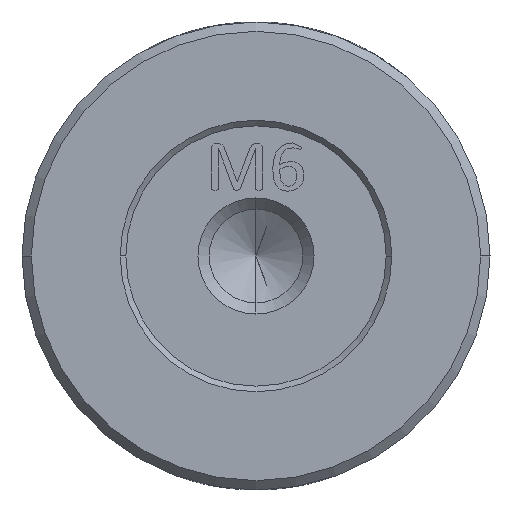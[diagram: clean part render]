
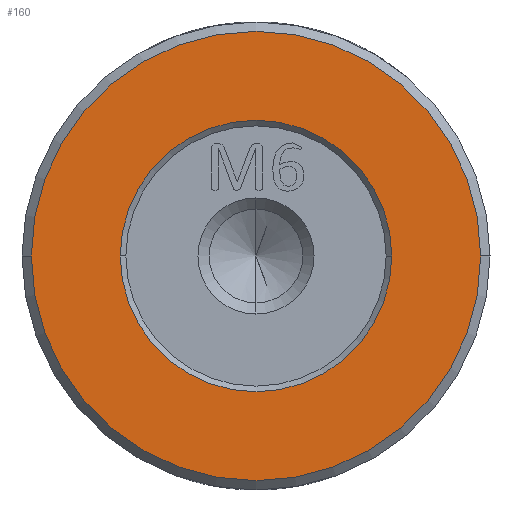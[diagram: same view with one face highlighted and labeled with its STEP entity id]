
A CAD part, left-side view. The second image highlights one B-rep face of the part: STEP entity #160.
In plain terms, the highlighted planar face has unit normal (-1, 0, 0).
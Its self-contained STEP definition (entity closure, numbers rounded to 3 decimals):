
#160 = ADVANCED_FACE ( 'NONE', ( #1833, #13757 ), #10429, .T. ) ;
#508 = CARTESIAN_POINT ( 'NONE',  ( -378.787, 8.716, 5.873 ) ) ;
#667 = DIRECTION ( 'NONE',  ( 0., -1., 0. ) ) ;
#909 = CIRCLE ( 'NONE', #7210, 12. ) ;
#1315 = VERTEX_POINT ( 'NONE', #3331 ) ;
#1833 = FACE_BOUND ( 'NONE', #4486, .T. ) ;
#1978 = DIRECTION ( 'NONE',  ( -1., 0., 0. ) ) ;
#2042 = AXIS2_PLACEMENT_3D ( 'NONE', #12358, #2709, #2848 ) ;
#2709 = DIRECTION ( 'NONE',  ( 1., 0., 0. ) ) ;
#2848 = DIRECTION ( 'NONE',  ( 0., -1., 0. ) ) ;
#2998 = CARTESIAN_POINT ( 'NONE',  ( -378.787, 20.716, 5.873 ) ) ;
#3206 = VERTEX_POINT ( 'NONE', #508 ) ;
#3291 = CARTESIAN_POINT ( 'NONE',  ( -378.787, 20.716, 5.873 ) ) ;
#3331 = CARTESIAN_POINT ( 'NONE',  ( -378.787, 27.966, 5.873 ) ) ;
#3644 = ORIENTED_EDGE ( 'NONE', *, *, #7096, .T. ) ;
#3896 = CARTESIAN_POINT ( 'NONE',  ( -378.787, 32.716, 5.873 ) ) ;
#3985 = ORIENTED_EDGE ( 'NONE', *, *, #6553, .T. ) ;
#4192 = VERTEX_POINT ( 'NONE', #3896 ) ;
#4255 = EDGE_LOOP ( 'NONE', ( #3985, #6126 ) ) ;
#4407 = AXIS2_PLACEMENT_3D ( 'NONE', #7332, #1978, #10575 ) ;
#4486 = EDGE_LOOP ( 'NONE', ( #3644, #8096 ) ) ;
#4510 = DIRECTION ( 'NONE',  ( 0., -1., 0. ) ) ;
#5284 = VERTEX_POINT ( 'NONE', #9629 ) ;
#6126 = ORIENTED_EDGE ( 'NONE', *, *, #6930, .T. ) ;
#6523 = DIRECTION ( 'NONE',  ( 0., -1., 0. ) ) ;
#6545 = CIRCLE ( 'NONE', #12168, 12. ) ;
#6553 = EDGE_CURVE ( 'NONE', #4192, #3206, #909, .T. ) ;
#6617 = DIRECTION ( 'NONE',  ( -1., 0., 0. ) ) ;
#6930 = EDGE_CURVE ( 'NONE', #3206, #4192, #6545, .T. ) ;
#7096 = EDGE_CURVE ( 'NONE', #5284, #1315, #8115, .T. ) ;
#7210 = AXIS2_PLACEMENT_3D ( 'NONE', #13037, #6617, #4510 ) ;
#7332 = CARTESIAN_POINT ( 'NONE',  ( -378.787, 20.716, 5.873 ) ) ;
#8096 = ORIENTED_EDGE ( 'NONE', *, *, #9440, .T. ) ;
#8115 = CIRCLE ( 'NONE', #2042, 7.25 ) ;
#8792 = DIRECTION ( 'NONE',  ( -1., 0., 0. ) ) ;
#9440 = EDGE_CURVE ( 'NONE', #1315, #5284, #10702, .T. ) ;
#9629 = CARTESIAN_POINT ( 'NONE',  ( -378.787, 13.466, 5.873 ) ) ;
#10429 = PLANE ( 'NONE',  #4407 ) ;
#10575 = DIRECTION ( 'NONE',  ( 0., 1., 0. ) ) ;
#10702 = CIRCLE ( 'NONE', #12751, 7.25 ) ;
#12168 = AXIS2_PLACEMENT_3D ( 'NONE', #3291, #8792, #6523 ) ;
#12358 = CARTESIAN_POINT ( 'NONE',  ( -378.787, 20.716, 5.873 ) ) ;
#12445 = DIRECTION ( 'NONE',  ( 1., 0., 0. ) ) ;
#12751 = AXIS2_PLACEMENT_3D ( 'NONE', #2998, #12445, #667 ) ;
#13037 = CARTESIAN_POINT ( 'NONE',  ( -378.787, 20.716, 5.873 ) ) ;
#13757 = FACE_OUTER_BOUND ( 'NONE', #4255, .T. ) ;
